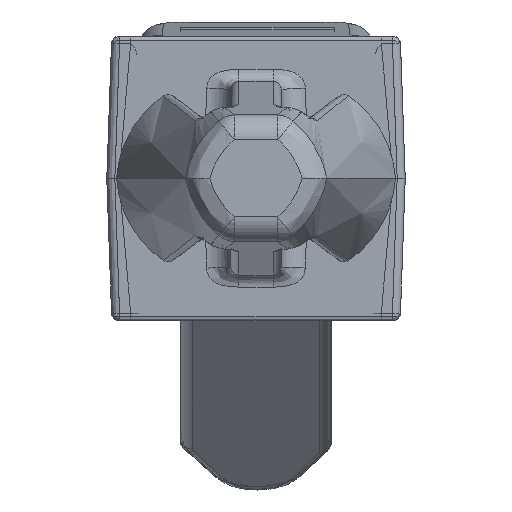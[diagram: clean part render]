
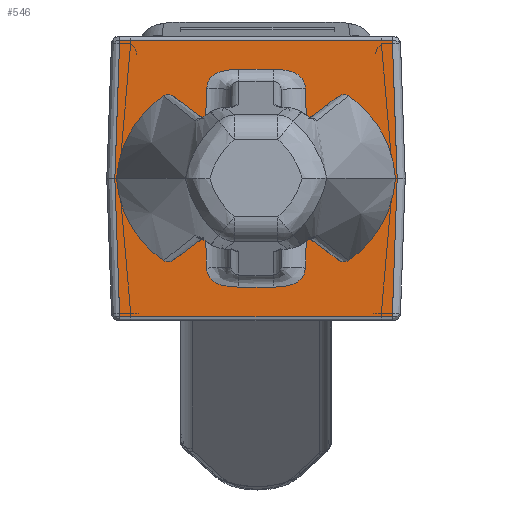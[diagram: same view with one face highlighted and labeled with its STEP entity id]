
A CAD part, front view. The second image highlights one B-rep face of the part: STEP entity #546.
In plain terms, the highlighted planar face has unit normal (0, -1, 0).
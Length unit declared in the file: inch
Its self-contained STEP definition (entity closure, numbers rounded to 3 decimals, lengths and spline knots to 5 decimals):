
#304=FACE_BOUND('',#1194,.T.);
#305=FACE_BOUND('',#1195,.T.);
#424=B_SPLINE_CURVE_WITH_KNOTS('',3,(#6706,#6707,#6708,#6709),
 .UNSPECIFIED.,.F.,.F.,(4,4),(0.,1.),.UNSPECIFIED.);
#425=B_SPLINE_CURVE_WITH_KNOTS('',3,(#6713,#6714,#6715,#6716),
 .UNSPECIFIED.,.F.,.F.,(4,4),(0.,1.),.UNSPECIFIED.);
#426=B_SPLINE_CURVE_WITH_KNOTS('',3,(#6722,#6723,#6724,#6725),
 .UNSPECIFIED.,.F.,.F.,(4,4),(0.,1.),.UNSPECIFIED.);
#427=B_SPLINE_CURVE_WITH_KNOTS('',3,(#6729,#6730,#6731,#6732),
 .UNSPECIFIED.,.F.,.F.,(4,4),(0.,1.),.UNSPECIFIED.);
#546=ADVANCED_FACE('',(#304,#305),#825,.T.);
#825=PLANE('',#4675);
#1194=EDGE_LOOP('',(#2198,#2199,#2200,#2201,#2202,#2203,#2204,#2205,#2206,
#2207));
#1195=EDGE_LOOP('',(#2208,#2209,#2210,#2211,#2212,#2213));
#1526=LINE('',#6701,#1834);
#1527=LINE('',#6704,#1835);
#1528=LINE('',#6711,#1836);
#1529=LINE('',#6718,#1837);
#1530=LINE('',#6720,#1838);
#1531=LINE('',#6727,#1839);
#1532=LINE('',#6733,#1840);
#1533=LINE('',#6736,#1841);
#1534=LINE('',#6738,#1842);
#1535=LINE('',#6740,#1843);
#1536=LINE('',#6742,#1844);
#1537=LINE('',#6744,#1845);
#1834=VECTOR('',#5214,1.);
#1835=VECTOR('',#5215,1.);
#1836=VECTOR('',#5216,1.);
#1837=VECTOR('',#5217,1.);
#1838=VECTOR('',#5218,1.);
#1839=VECTOR('',#5219,1.);
#1840=VECTOR('',#5220,1.);
#1841=VECTOR('',#5221,1.);
#1842=VECTOR('',#5222,1.);
#1843=VECTOR('',#5223,1.);
#1844=VECTOR('',#5224,1.);
#1845=VECTOR('',#5225,1.);
#2198=ORIENTED_EDGE('',*,*,#3936,.T.);
#2199=ORIENTED_EDGE('',*,*,#3937,.T.);
#2200=ORIENTED_EDGE('',*,*,#3938,.T.);
#2201=ORIENTED_EDGE('',*,*,#3939,.T.);
#2202=ORIENTED_EDGE('',*,*,#3940,.T.);
#2203=ORIENTED_EDGE('',*,*,#3941,.T.);
#2204=ORIENTED_EDGE('',*,*,#3942,.T.);
#2205=ORIENTED_EDGE('',*,*,#3943,.T.);
#2206=ORIENTED_EDGE('',*,*,#3944,.T.);
#2207=ORIENTED_EDGE('',*,*,#3945,.T.);
#2208=ORIENTED_EDGE('',*,*,#3946,.T.);
#2209=ORIENTED_EDGE('',*,*,#3947,.T.);
#2210=ORIENTED_EDGE('',*,*,#3948,.T.);
#2211=ORIENTED_EDGE('',*,*,#3949,.T.);
#2212=ORIENTED_EDGE('',*,*,#3950,.T.);
#2213=ORIENTED_EDGE('',*,*,#3951,.T.);
#3529=VERTEX_POINT('',#6702);
#3530=VERTEX_POINT('',#6703);
#3531=VERTEX_POINT('',#6705);
#3532=VERTEX_POINT('',#6710);
#3533=VERTEX_POINT('',#6712);
#3534=VERTEX_POINT('',#6717);
#3535=VERTEX_POINT('',#6719);
#3536=VERTEX_POINT('',#6721);
#3537=VERTEX_POINT('',#6726);
#3538=VERTEX_POINT('',#6728);
#3539=VERTEX_POINT('',#6734);
#3540=VERTEX_POINT('',#6735);
#3541=VERTEX_POINT('',#6737);
#3542=VERTEX_POINT('',#6739);
#3543=VERTEX_POINT('',#6741);
#3544=VERTEX_POINT('',#6743);
#3936=EDGE_CURVE('',#3529,#3530,#1526,.T.);
#3937=EDGE_CURVE('',#3530,#3531,#1527,.T.);
#3938=EDGE_CURVE('',#3531,#3532,#424,.T.);
#3939=EDGE_CURVE('',#3532,#3533,#1528,.T.);
#3940=EDGE_CURVE('',#3533,#3534,#425,.T.);
#3941=EDGE_CURVE('',#3534,#3535,#1529,.T.);
#3942=EDGE_CURVE('',#3535,#3536,#1530,.T.);
#3943=EDGE_CURVE('',#3536,#3537,#426,.T.);
#3944=EDGE_CURVE('',#3537,#3538,#1531,.T.);
#3945=EDGE_CURVE('',#3538,#3529,#427,.T.);
#3946=EDGE_CURVE('',#3539,#3540,#1532,.T.);
#3947=EDGE_CURVE('',#3540,#3541,#1533,.T.);
#3948=EDGE_CURVE('',#3541,#3542,#1534,.T.);
#3949=EDGE_CURVE('',#3542,#3543,#1535,.T.);
#3950=EDGE_CURVE('',#3543,#3544,#1536,.T.);
#3951=EDGE_CURVE('',#3544,#3539,#1537,.T.);
#4675=AXIS2_PLACEMENT_3D('',#6745,#5226,#5227);
#5214=DIRECTION('',(0.035,0.,-0.999));
#5215=DIRECTION('',(-0.035,0.,-0.999));
#5216=DIRECTION('',(-1.,0.,0.));
#5217=DIRECTION('',(-0.035,0.,0.999));
#5218=DIRECTION('',(0.035,0.,0.999));
#5219=DIRECTION('',(1.,0.,0.));
#5220=DIRECTION('',(-0.035,0.,-0.999));
#5221=DIRECTION('',(0.035,0.,-0.999));
#5222=DIRECTION('',(1.,0.,0.));
#5223=DIRECTION('',(0.035,0.,0.999));
#5224=DIRECTION('',(-0.035,0.,0.999));
#5225=DIRECTION('',(-1.,0.,0.));
#5226=DIRECTION('',(0.,-1.,0.));
#5227=DIRECTION('',(0.,0.,-1.));
#6701=CARTESIAN_POINT('',(0.06498,0.45,0.00105));
#6702=CARTESIAN_POINT('',(0.06113,0.45,0.1114));
#6703=CARTESIAN_POINT('',(0.06502,0.45,0.));
#6704=CARTESIAN_POINT('',(0.06113,0.45,-0.1114));
#6705=CARTESIAN_POINT('',(0.06113,0.45,-0.1114));
#6706=CARTESIAN_POINT('',(0.06113,0.45,-0.1114));
#6707=CARTESIAN_POINT('',(0.06057,0.45,-0.12716));
#6708=CARTESIAN_POINT('',(0.04724,0.45,-0.13503));
#6709=CARTESIAN_POINT('',(0.02115,0.45,-0.135));
#6710=CARTESIAN_POINT('',(0.02115,0.45,-0.135));
#6711=CARTESIAN_POINT('',(-0.02115,0.45,-0.135));
#6712=CARTESIAN_POINT('',(-0.02115,0.45,-0.135));
#6713=CARTESIAN_POINT('',(-0.02115,0.45,-0.135));
#6714=CARTESIAN_POINT('',(-0.04724,0.45,-0.13503));
#6715=CARTESIAN_POINT('',(-0.06057,0.45,-0.12716));
#6716=CARTESIAN_POINT('',(-0.06113,0.45,-0.1114));
#6717=CARTESIAN_POINT('',(-0.06113,0.45,-0.1114));
#6718=CARTESIAN_POINT('',(-0.06498,0.45,-0.00105));
#6719=CARTESIAN_POINT('',(-0.06502,0.45,0.));
#6720=CARTESIAN_POINT('',(-0.06113,0.45,0.1114));
#6721=CARTESIAN_POINT('',(-0.06113,0.45,0.1114));
#6722=CARTESIAN_POINT('',(-0.06113,0.45,0.1114));
#6723=CARTESIAN_POINT('',(-0.06057,0.45,0.12716));
#6724=CARTESIAN_POINT('',(-0.04724,0.45,0.13503));
#6725=CARTESIAN_POINT('',(-0.02115,0.45,0.135));
#6726=CARTESIAN_POINT('',(-0.02115,0.45,0.135));
#6727=CARTESIAN_POINT('',(0.02115,0.45,0.135));
#6728=CARTESIAN_POINT('',(0.02115,0.45,0.135));
#6729=CARTESIAN_POINT('',(0.02115,0.45,0.135));
#6730=CARTESIAN_POINT('',(0.04724,0.45,0.13503));
#6731=CARTESIAN_POINT('',(0.06057,0.45,0.12716));
#6732=CARTESIAN_POINT('',(0.06113,0.45,0.1114));
#6733=CARTESIAN_POINT('',(-0.17478,0.45,0.0061));
#6734=CARTESIAN_POINT('',(-0.16904,0.45,0.17059));
#6735=CARTESIAN_POINT('',(-0.17499,0.45,0.));
#6736=CARTESIAN_POINT('',(-0.17391,0.45,-0.03107));
#6737=CARTESIAN_POINT('',(-0.16899,0.45,-0.172));
#6738=CARTESIAN_POINT('',(0.,0.45,-0.172));
#6739=CARTESIAN_POINT('',(0.16899,0.45,-0.172));
#6740=CARTESIAN_POINT('',(0.17391,0.45,-0.03107));
#6741=CARTESIAN_POINT('',(0.17499,0.45,0.));
#6742=CARTESIAN_POINT('',(0.17478,0.45,0.0061));
#6743=CARTESIAN_POINT('',(0.16904,0.45,0.17059));
#6744=CARTESIAN_POINT('',(0.,0.45,0.17059));
#6745=CARTESIAN_POINT('',(0.,0.45,0.));
